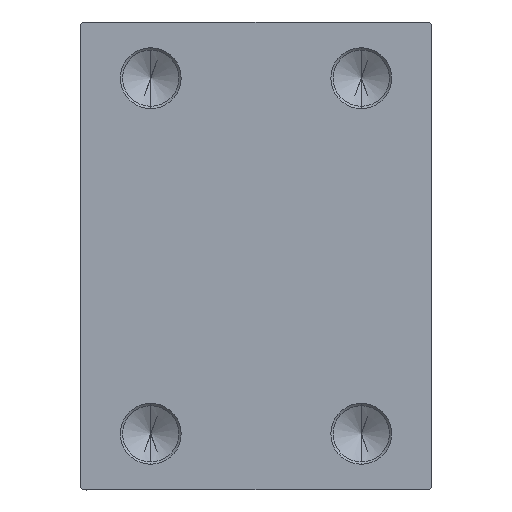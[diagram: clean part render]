
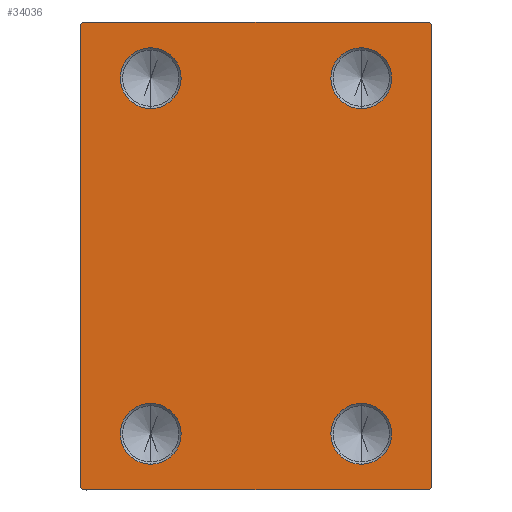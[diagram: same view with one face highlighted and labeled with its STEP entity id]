
A CAD part, left-side view. The second image highlights one B-rep face of the part: STEP entity #34036.
In plain terms, the highlighted face is planar.
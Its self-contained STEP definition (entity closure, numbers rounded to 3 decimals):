
#157 = DIRECTION ( 'NONE',  ( 0., 0., -1. ) ) ;
#319 = VERTEX_POINT ( 'NONE', #43897 ) ;
#437 = VECTOR ( 'NONE', #37147, 1000. ) ;
#1208 = CARTESIAN_POINT ( 'NONE',  ( 98., 22.5, -31.5 ) ) ;
#1319 = EDGE_LOOP ( 'NONE', ( #6350, #43274 ) ) ;
#1497 = CARTESIAN_POINT ( 'NONE',  ( 98., -37.5, 50. ) ) ;
#2469 = CARTESIAN_POINT ( 'NONE',  ( 98., 43.5, 43.5 ) ) ;
#2511 = CARTESIAN_POINT ( 'NONE',  ( 98., 37., -50. ) ) ;
#2541 = LINE ( 'NONE', #9847, #437 ) ;
#2644 = CARTESIAN_POINT ( 'NONE',  ( 98., 22.5, 31.5 ) ) ;
#3094 = CARTESIAN_POINT ( 'NONE',  ( 98., -37.5, 49.5 ) ) ;
#3124 = CARTESIAN_POINT ( 'NONE',  ( 98., -22.5, 44.5 ) ) ;
#3336 = DIRECTION ( 'NONE',  ( 1., 0., 0. ) ) ;
#3412 = DIRECTION ( 'NONE',  ( 0., 0., 1. ) ) ;
#4060 = VERTEX_POINT ( 'NONE', #2511 ) ;
#4796 = LINE ( 'NONE', #2469, #20777 ) ;
#5052 = EDGE_CURVE ( 'NONE', #9606, #319, #11519, .T. ) ;
#5505 = VERTEX_POINT ( 'NONE', #21660 ) ;
#5639 = EDGE_CURVE ( 'NONE', #9705, #9606, #25405, .T. ) ;
#5671 = CIRCLE ( 'NONE', #20946, 6.5 ) ;
#5821 = VECTOR ( 'NONE', #7607, 1000. ) ;
#5950 = CARTESIAN_POINT ( 'NONE',  ( 98., 37.5, 49.5 ) ) ;
#6042 = DIRECTION ( 'NONE',  ( 0., 0., -1. ) ) ;
#6350 = ORIENTED_EDGE ( 'NONE', *, *, #16759, .F. ) ;
#6685 = VERTEX_POINT ( 'NONE', #40890 ) ;
#6768 = CARTESIAN_POINT ( 'NONE',  ( 98., -22.5, -44.5 ) ) ;
#7221 = CARTESIAN_POINT ( 'NONE',  ( 98., -22.5, 38. ) ) ;
#7279 = EDGE_CURVE ( 'NONE', #4060, #6685, #2541, .T. ) ;
#7348 = FACE_BOUND ( 'NONE', #1319, .T. ) ;
#7607 = DIRECTION ( 'NONE',  ( 0., 1., 0. ) ) ;
#8037 = FACE_BOUND ( 'NONE', #27225, .T. ) ;
#8073 = DIRECTION ( 'NONE',  ( 1., 0., 0. ) ) ;
#8152 = DIRECTION ( 'NONE',  ( 0., -1., 0. ) ) ;
#8775 = AXIS2_PLACEMENT_3D ( 'NONE', #33638, #40246, #16356 ) ;
#9285 = AXIS2_PLACEMENT_3D ( 'NONE', #31456, #35777, #21458 ) ;
#9411 = CIRCLE ( 'NONE', #20326, 6.5 ) ;
#9606 = VERTEX_POINT ( 'NONE', #13137 ) ;
#9705 = VERTEX_POINT ( 'NONE', #3094 ) ;
#9847 = CARTESIAN_POINT ( 'NONE',  ( 98., 43.5, -43.5 ) ) ;
#10056 = ORIENTED_EDGE ( 'NONE', *, *, #5052, .T. ) ;
#10100 = VERTEX_POINT ( 'NONE', #10121 ) ;
#10121 = CARTESIAN_POINT ( 'NONE',  ( 98., 22.5, 44.5 ) ) ;
#10582 = EDGE_CURVE ( 'NONE', #26346, #26198, #4796, .T. ) ;
#10754 = FACE_BOUND ( 'NONE', #25771, .T. ) ;
#10827 = DIRECTION ( 'NONE',  ( 0., 0., -1. ) ) ;
#11102 = DIRECTION ( 'NONE',  ( 0., 0., -1. ) ) ;
#11282 = CARTESIAN_POINT ( 'NONE',  ( 98., 37., 50. ) ) ;
#11289 = DIRECTION ( 'NONE',  ( 0., 0.707, -0.707 ) ) ;
#11438 = DIRECTION ( 'NONE',  ( 0., -0.707, -0.707 ) ) ;
#11519 = LINE ( 'NONE', #42451, #41815 ) ;
#11862 = VERTEX_POINT ( 'NONE', #6768 ) ;
#12740 = DIRECTION ( 'NONE',  ( 0., 0., -1. ) ) ;
#12812 = VERTEX_POINT ( 'NONE', #1208 ) ;
#13137 = CARTESIAN_POINT ( 'NONE',  ( 98., -37.5, -49.5 ) ) ;
#13195 = VERTEX_POINT ( 'NONE', #18587 ) ;
#13837 = AXIS2_PLACEMENT_3D ( 'NONE', #38347, #21071, #10827 ) ;
#14483 = ORIENTED_EDGE ( 'NONE', *, *, #7279, .T. ) ;
#14632 = LINE ( 'NONE', #42601, #40513 ) ;
#14716 = DIRECTION ( 'NONE',  ( 0., 0., -1. ) ) ;
#16298 = DIRECTION ( 'NONE',  ( 0., 0., -1. ) ) ;
#16356 = DIRECTION ( 'NONE',  ( 0., 0., -1. ) ) ;
#16403 = VECTOR ( 'NONE', #14716, 1000. ) ;
#16753 = CIRCLE ( 'NONE', #13837, 6.5 ) ;
#16759 = EDGE_CURVE ( 'NONE', #12812, #5505, #22427, .T. ) ;
#17811 = FACE_OUTER_BOUND ( 'NONE', #41040, .T. ) ;
#18282 = PLANE ( 'NONE',  #9285 ) ;
#18379 = CARTESIAN_POINT ( 'NONE',  ( 98., -22.5, -31.5 ) ) ;
#18587 = CARTESIAN_POINT ( 'NONE',  ( 98., -37., 50. ) ) ;
#19578 = CARTESIAN_POINT ( 'NONE',  ( 98., 22.5, -38. ) ) ;
#19632 = ORIENTED_EDGE ( 'NONE', *, *, #10582, .T. ) ;
#19718 = DIRECTION ( 'NONE',  ( 1., 0., 0. ) ) ;
#19797 = DIRECTION ( 'NONE',  ( 0., -0.707, 0.707 ) ) ;
#19804 = VERTEX_POINT ( 'NONE', #20931 ) ;
#19924 = DIRECTION ( 'NONE',  ( 1., 0., 0. ) ) ;
#20087 = EDGE_CURVE ( 'NONE', #19804, #34391, #9411, .T. ) ;
#20326 = AXIS2_PLACEMENT_3D ( 'NONE', #7221, #3336, #157 ) ;
#20671 = ORIENTED_EDGE ( 'NONE', *, *, #39224, .T. ) ;
#20777 = VECTOR ( 'NONE', #19797, 1000. ) ;
#20931 = CARTESIAN_POINT ( 'NONE',  ( 98., -22.5, 31.5 ) ) ;
#20946 = AXIS2_PLACEMENT_3D ( 'NONE', #37206, #19718, #16298 ) ;
#21071 = DIRECTION ( 'NONE',  ( 1., 0., 0. ) ) ;
#21458 = DIRECTION ( 'NONE',  ( 0., 0., -1. ) ) ;
#21660 = CARTESIAN_POINT ( 'NONE',  ( 98., 22.5, -44.5 ) ) ;
#22031 = LINE ( 'NONE', #43157, #29648 ) ;
#22427 = CIRCLE ( 'NONE', #34743, 6.5 ) ;
#22560 = DIRECTION ( 'NONE',  ( 1., 0., 0. ) ) ;
#23723 = VERTEX_POINT ( 'NONE', #18379 ) ;
#25227 = ORIENTED_EDGE ( 'NONE', *, *, #34065, .T. ) ;
#25405 = LINE ( 'NONE', #1497, #16403 ) ;
#25771 = EDGE_LOOP ( 'NONE', ( #38602, #33950 ) ) ;
#26019 = AXIS2_PLACEMENT_3D ( 'NONE', #39305, #42264, #11102 ) ;
#26198 = VERTEX_POINT ( 'NONE', #11282 ) ;
#26346 = VERTEX_POINT ( 'NONE', #5950 ) ;
#26438 = ORIENTED_EDGE ( 'NONE', *, *, #5639, .T. ) ;
#27225 = EDGE_LOOP ( 'NONE', ( #28594, #34907 ) ) ;
#27312 = LINE ( 'NONE', #27543, #36242 ) ;
#27469 = CIRCLE ( 'NONE', #34744, 6.5 ) ;
#27543 = CARTESIAN_POINT ( 'NONE',  ( 98., 37.5, -50. ) ) ;
#27865 = EDGE_CURVE ( 'NONE', #10100, #43506, #43604, .T. ) ;
#27905 = EDGE_CURVE ( 'NONE', #319, #4060, #35809, .T. ) ;
#28594 = ORIENTED_EDGE ( 'NONE', *, *, #34895, .F. ) ;
#28985 = DIRECTION ( 'NONE',  ( 0., 0., -1. ) ) ;
#29620 = CIRCLE ( 'NONE', #26019, 6.5 ) ;
#29648 = VECTOR ( 'NONE', #8152, 1000. ) ;
#31456 = CARTESIAN_POINT ( 'NONE',  ( 98., 0., 0. ) ) ;
#31582 = ORIENTED_EDGE ( 'NONE', *, *, #27905, .T. ) ;
#33429 = AXIS2_PLACEMENT_3D ( 'NONE', #35586, #8073, #28985 ) ;
#33603 = EDGE_CURVE ( 'NONE', #43506, #10100, #29620, .T. ) ;
#33638 = CARTESIAN_POINT ( 'NONE',  ( 98., -22.5, -38. ) ) ;
#33950 = ORIENTED_EDGE ( 'NONE', *, *, #20087, .F. ) ;
#34036 = ADVANCED_FACE ( 'NONE', ( #42829, #10754, #8037, #7348, #17811 ), #18282, .T. ) ;
#34065 = EDGE_CURVE ( 'NONE', #13195, #9705, #14632, .T. ) ;
#34391 = VERTEX_POINT ( 'NONE', #3124 ) ;
#34743 = AXIS2_PLACEMENT_3D ( 'NONE', #19578, #22560, #12740 ) ;
#34744 = AXIS2_PLACEMENT_3D ( 'NONE', #40849, #19924, #6042 ) ;
#34749 = EDGE_CURVE ( 'NONE', #34391, #19804, #27469, .T. ) ;
#34895 = EDGE_CURVE ( 'NONE', #23723, #11862, #5671, .T. ) ;
#34907 = ORIENTED_EDGE ( 'NONE', *, *, #44585, .F. ) ;
#35586 = CARTESIAN_POINT ( 'NONE',  ( 98., 22.5, 38. ) ) ;
#35777 = DIRECTION ( 'NONE',  ( 1., 0., 0. ) ) ;
#35808 = EDGE_LOOP ( 'NONE', ( #38151, #38146 ) ) ;
#35809 = LINE ( 'NONE', #38993, #5821 ) ;
#36242 = VECTOR ( 'NONE', #3412, 1000. ) ;
#36451 = EDGE_CURVE ( 'NONE', #6685, #26346, #27312, .T. ) ;
#37004 = ORIENTED_EDGE ( 'NONE', *, *, #36451, .T. ) ;
#37147 = DIRECTION ( 'NONE',  ( 0., 0.707, 0.707 ) ) ;
#37206 = CARTESIAN_POINT ( 'NONE',  ( 98., -22.5, -38. ) ) ;
#38146 = ORIENTED_EDGE ( 'NONE', *, *, #33603, .F. ) ;
#38151 = ORIENTED_EDGE ( 'NONE', *, *, #27865, .F. ) ;
#38347 = CARTESIAN_POINT ( 'NONE',  ( 98., 22.5, -38. ) ) ;
#38602 = ORIENTED_EDGE ( 'NONE', *, *, #34749, .F. ) ;
#38993 = CARTESIAN_POINT ( 'NONE',  ( 98., -37.5, -50. ) ) ;
#39224 = EDGE_CURVE ( 'NONE', #26198, #13195, #22031, .T. ) ;
#39305 = CARTESIAN_POINT ( 'NONE',  ( 98., 22.5, 38. ) ) ;
#40246 = DIRECTION ( 'NONE',  ( 1., 0., 0. ) ) ;
#40513 = VECTOR ( 'NONE', #11438, 1000. ) ;
#40849 = CARTESIAN_POINT ( 'NONE',  ( 98., -22.5, 38. ) ) ;
#40890 = CARTESIAN_POINT ( 'NONE',  ( 98., 37.5, -49.5 ) ) ;
#41040 = EDGE_LOOP ( 'NONE', ( #20671, #25227, #26438, #10056, #31582, #14483, #37004, #19632 ) ) ;
#41815 = VECTOR ( 'NONE', #11289, 1000. ) ;
#42264 = DIRECTION ( 'NONE',  ( 1., 0., 0. ) ) ;
#42451 = CARTESIAN_POINT ( 'NONE',  ( 98., -43.5, -43.5 ) ) ;
#42601 = CARTESIAN_POINT ( 'NONE',  ( 98., -43.5, 43.5 ) ) ;
#42829 = FACE_BOUND ( 'NONE', #35808, .T. ) ;
#43157 = CARTESIAN_POINT ( 'NONE',  ( 98., 37.5, 50. ) ) ;
#43274 = ORIENTED_EDGE ( 'NONE', *, *, #45056, .F. ) ;
#43506 = VERTEX_POINT ( 'NONE', #2644 ) ;
#43604 = CIRCLE ( 'NONE', #33429, 6.5 ) ;
#43613 = CIRCLE ( 'NONE', #8775, 6.5 ) ;
#43897 = CARTESIAN_POINT ( 'NONE',  ( 98., -37., -50. ) ) ;
#44585 = EDGE_CURVE ( 'NONE', #11862, #23723, #43613, .T. ) ;
#45056 = EDGE_CURVE ( 'NONE', #5505, #12812, #16753, .T. ) ;
